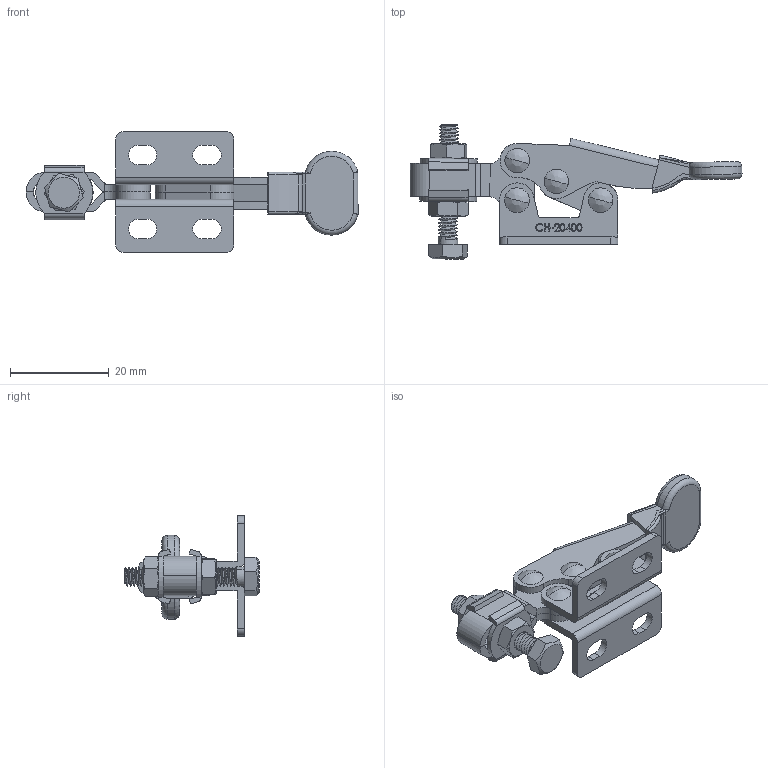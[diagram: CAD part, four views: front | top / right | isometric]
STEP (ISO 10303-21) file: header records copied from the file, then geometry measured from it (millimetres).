
FILE_DESCRIPTION (( 'STEP AP203' ), '1' );
FILE_NAME ('CH-20400.STEP', '2012-09-28T03:56:46', ( '微软用户' ), ( '微软中国' ), 'SwSTEP 2.0', 'SolidWorks 2010', '' );
FILE_SCHEMA (( 'CONFIG_CONTROL_DESIGN' ));
Length unit declared in the file: millimetre
Products named in the file (9): CH-20400-02 U-BAR; CH-FW-080; M4 Nut; CH-20400; CH-20400-01 FLANGED BASE; CH-20400-03 HANDLE; CH-20400-04 CONNECTING-PLATE; CH-SA-042507 SPINDLE SUPPLIED; CH-20400-05
Assembly tree (14 placements, depth 2):
  CH-20400
    CH-20400-05  x4
    CH-FW-080  x2
    CH-20400-02 U-BAR
    CH-20400-03 HANDLE
    CH-20400-04 CONNECTING-PLATE  x2
    M4 Nut  x2
    CH-SA-042507 SPINDLE SUPPLIED
    CH-20400-01 FLANGED BASE
Bounding box: 67.36 x 27.23 x 24.4 mm (x, y, z)
Volume: 4642.8 mm3; surface area: 7945.8 mm2
Topology: 18 solids, 19 shells, 734 faces, 1927 edges, 1240 vertices
Faces by surface type: plane 305, bspline 197, cylinder 170, torus 30, cone 29, sphere 3
Entity records: 44615 total; most frequent: CARTESIAN_POINT 28972, ORIENTED_EDGE 3354, DIRECTION 2411, EDGE_CURVE 1677, VERTEX_POINT 1099, VECTOR 943, LINE 943, AXIS2_PLACEMENT_3D 734
